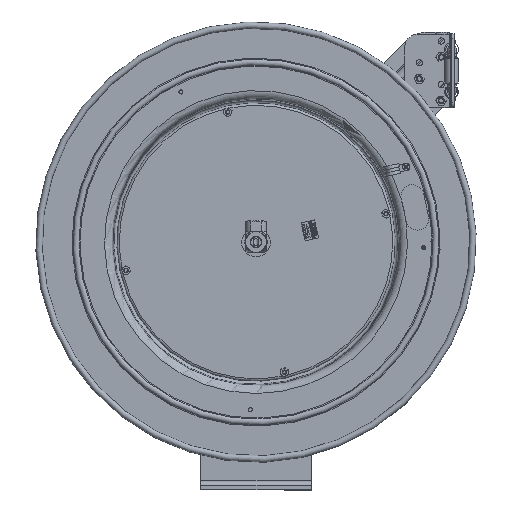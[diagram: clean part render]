
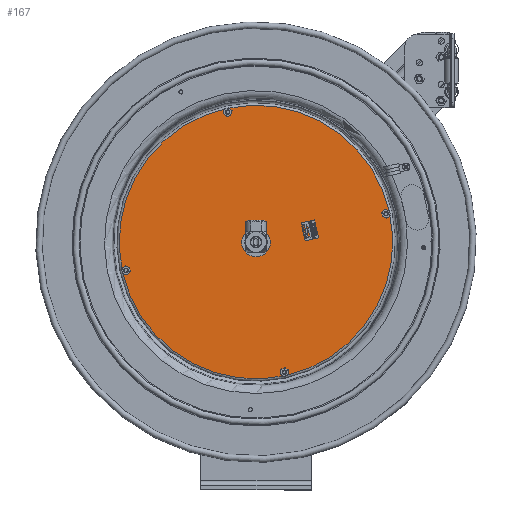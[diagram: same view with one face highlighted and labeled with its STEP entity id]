
A CAD part, top view. The second image highlights one B-rep face of the part: STEP entity #167.
In plain terms, the highlighted planar face has unit normal (0, 0, 1).
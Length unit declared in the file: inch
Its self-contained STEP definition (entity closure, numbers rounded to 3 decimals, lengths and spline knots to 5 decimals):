
#92=CARTESIAN_POINT('',(-1.5902,7.27342,4.685));
#93=VERTEX_POINT('',#92);
#94=CARTESIAN_POINT('',(0.,-0.01,4.685));
#95=DIRECTION('',(0.,0.,-1.0));
#96=DIRECTION('',(0.213,-0.977,0.));
#97=AXIS2_PLACEMENT_3D('',#94,#95,#96);
#98=CIRCLE('',#97,7.455);
#99=EDGE_CURVE('',#93,#93,#98,.T.);
#104=CARTESIAN_POINT('',(0.,-0.01,4.685));
#105=DIRECTION('',(0.0,0.0,1.0));
#106=DIRECTION('',(0.213,-0.977,0.0));
#107=AXIS2_PLACEMENT_3D('',#104,#105,#106);
#108=PLANE('',#107);
#109=ORIENTED_EDGE('',*,*,#99,.F.);
#110=EDGE_LOOP('',(#109));
#111=FACE_OUTER_BOUND('',#110,.T.);
#112=CARTESIAN_POINT('',(-1.51661,6.93636,4.685));
#113=VERTEX_POINT('',#112);
#114=CARTESIAN_POINT('',(-1.54648,7.07314,4.685));
#115=DIRECTION('',(0.,0.,-1.0));
#116=DIRECTION('',(0.213,-0.977,0.));
#117=AXIS2_PLACEMENT_3D('',#114,#115,#116);
#118=CIRCLE('',#117,0.14);
#119=EDGE_CURVE('',#113,#113,#118,.T.);
#120=ORIENTED_EDGE('',*,*,#119,.T.);
#121=EDGE_LOOP('',(#120));
#122=FACE_BOUND('',#121,.T.);
#123=CARTESIAN_POINT('',(7.11301,1.3997,4.685));
#124=VERTEX_POINT('',#123);
#125=CARTESIAN_POINT('',(7.08314,1.53648,4.685));
#126=DIRECTION('',(0.,0.,-1.0));
#127=DIRECTION('',(0.213,-0.977,0.));
#128=AXIS2_PLACEMENT_3D('',#125,#126,#127);
#129=CIRCLE('',#128,0.14);
#130=EDGE_CURVE('',#124,#124,#129,.T.);
#131=ORIENTED_EDGE('',*,*,#130,.T.);
#132=EDGE_LOOP('',(#131));
#133=FACE_BOUND('',#132,.T.);
#134=CARTESIAN_POINT('',(-7.05328,-1.69325,4.685));
#135=VERTEX_POINT('',#134);
#136=CARTESIAN_POINT('',(-7.08314,-1.55648,4.685));
#137=DIRECTION('',(0.,0.,-1.0));
#138=DIRECTION('',(0.213,-0.977,0.));
#139=AXIS2_PLACEMENT_3D('',#136,#137,#138);
#140=CIRCLE('',#139,0.14);
#141=EDGE_CURVE('',#135,#135,#140,.T.);
#142=ORIENTED_EDGE('',*,*,#141,.T.);
#143=EDGE_LOOP('',(#142));
#144=FACE_BOUND('',#143,.T.);
#145=CARTESIAN_POINT('',(1.57634,-7.22992,4.685));
#146=VERTEX_POINT('',#145);
#147=CARTESIAN_POINT('',(1.54648,-7.09314,4.685));
#148=DIRECTION('',(0.,0.,-1.0));
#149=DIRECTION('',(0.213,-0.977,0.));
#150=AXIS2_PLACEMENT_3D('',#147,#148,#149);
#151=CIRCLE('',#150,0.14);
#152=EDGE_CURVE('',#146,#146,#151,.T.);
#153=ORIENTED_EDGE('',*,*,#152,.T.);
#154=EDGE_LOOP('',(#153));
#155=FACE_BOUND('',#154,.T.);
#156=CARTESIAN_POINT('',(0.13972,-0.64993,4.685));
#157=VERTEX_POINT('',#156);
#158=CARTESIAN_POINT('',(0.,-0.01,4.685));
#159=DIRECTION('',(0.,0.,-1.0));
#160=DIRECTION('',(-0.213,0.977,0.));
#161=AXIS2_PLACEMENT_3D('',#158,#159,#160);
#162=CIRCLE('',#161,0.655);
#163=EDGE_CURVE('',#157,#157,#162,.T.);
#164=ORIENTED_EDGE('',*,*,#163,.T.);
#165=EDGE_LOOP('',(#164));
#166=FACE_BOUND('',#165,.T.);
#167=ADVANCED_FACE('',(#111,#122,#133,#144,#155,#166),#108,.T.);
